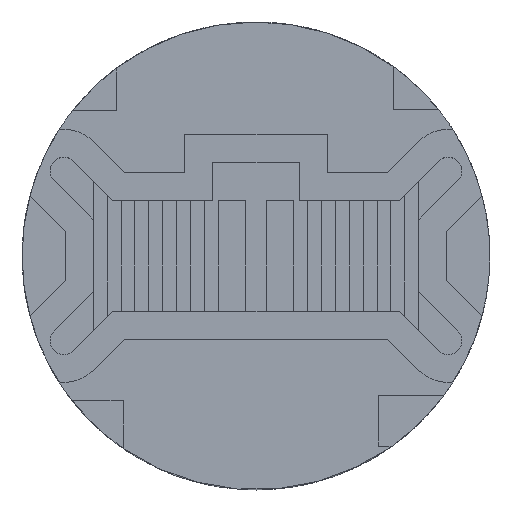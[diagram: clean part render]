
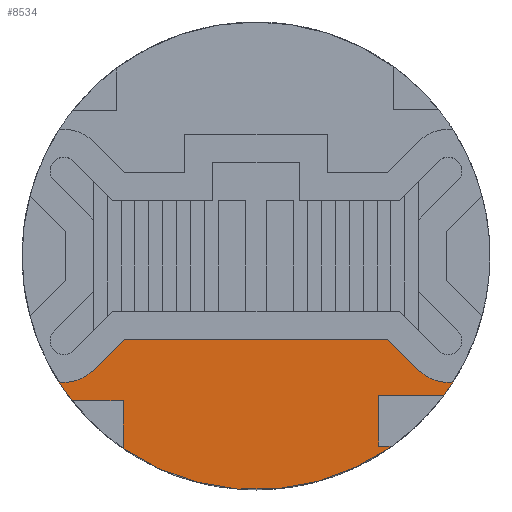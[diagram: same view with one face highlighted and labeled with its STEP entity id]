
A CAD part, top view. The second image highlights one B-rep face of the part: STEP entity #8534.
In plain terms, the highlighted planar face has unit normal (0, 0, 1).
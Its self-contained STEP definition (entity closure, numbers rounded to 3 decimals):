
#6200 = VERTEX_POINT('',#6201);
#6201 = CARTESIAN_POINT('',(13.334,7.831,
    1.605));
#6207 = EDGE_CURVE('',#6208,#6200,#6210,.T.);
#6208 = VERTEX_POINT('',#6209);
#6209 = CARTESIAN_POINT('',(13.072,7.451,1.605));
#6210 = CIRCLE('',#6211,6.75);
#6211 = AXIS2_PLACEMENT_3D('',#6212,#6213,#6214);
#6212 = CARTESIAN_POINT('',(7.649,11.471,1.605)
  );
#6213 = DIRECTION('',(0.,0.,1.));
#6214 = DIRECTION('',(1.,0.,0.));
#6234 = VERTEX_POINT('',#6235);
#6235 = CARTESIAN_POINT('',(11.577,5.982,1.605));
#6241 = EDGE_CURVE('',#6242,#6234,#6244,.T.);
#6242 = VERTEX_POINT('',#6243);
#6243 = CARTESIAN_POINT('',(3.818,5.914,1.605));
#6244 = CIRCLE('',#6245,6.75);
#6245 = AXIS2_PLACEMENT_3D('',#6246,#6247,#6248);
#6246 = CARTESIAN_POINT('',(7.649,11.471,1.605)
  );
#6247 = DIRECTION('',(0.,0.,1.));
#6248 = DIRECTION('',(1.,0.,0.));
#6268 = VERTEX_POINT('',#6269);
#6269 = CARTESIAN_POINT('',(2.346,7.295,1.605));
#6275 = EDGE_CURVE('',#6276,#6268,#6278,.T.);
#6276 = VERTEX_POINT('',#6277);
#6277 = CARTESIAN_POINT('',(1.964,7.831,1.605
    ));
#6278 = CIRCLE('',#6279,6.75);
#6279 = AXIS2_PLACEMENT_3D('',#6280,#6281,#6282);
#6280 = CARTESIAN_POINT('',(7.649,11.471,1.605)
  );
#6281 = DIRECTION('',(0.,0.,1.));
#6282 = DIRECTION('',(1.,0.,0.));
#8515 = EDGE_CURVE('',#8516,#6276,#8518,.T.);
#8516 = VERTEX_POINT('',#8517);
#8517 = CARTESIAN_POINT('',(2.075,7.823,1.605)
  );
#8518 = LINE('',#8519,#8520);
#8519 = CARTESIAN_POINT('',(2.075,7.823,1.605)
  );
#8520 = VECTOR('',#8521,1.);
#8521 = DIRECTION('',(-0.997,0.076,0.));
#8534 = ADVANCED_FACE('',(#8535),#8735,.T.);
#8535 = FACE_BOUND('',#8536,.T.);
#8536 = EDGE_LOOP('',(#8537,#8538,#8539,#8547,#8553,#8554,#8562,#8570,
    #8576,#8577,#8585,#8593,#8601,#8609,#8617,#8625,#8633,#8641,#8649,
    #8657,#8665,#8673,#8681,#8689,#8697,#8705,#8713,#8721,#8729));
#8537 = ORIENTED_EDGE('',*,*,#8515,.T.);
#8538 = ORIENTED_EDGE('',*,*,#6275,.T.);
#8539 = ORIENTED_EDGE('',*,*,#8540,.F.);
#8540 = EDGE_CURVE('',#8541,#6268,#8543,.T.);
#8541 = VERTEX_POINT('',#8542);
#8542 = CARTESIAN_POINT('',(3.818,7.295,1.605));
#8543 = LINE('',#8544,#8545);
#8544 = CARTESIAN_POINT('',(4.768,7.295,1.605));
#8545 = VECTOR('',#8546,1.);
#8546 = DIRECTION('',(-1.,0.,0.));
#8547 = ORIENTED_EDGE('',*,*,#8548,.F.);
#8548 = EDGE_CURVE('',#6242,#8541,#8549,.T.);
#8549 = LINE('',#8550,#8551);
#8550 = CARTESIAN_POINT('',(3.818,9.383,1.605));
#8551 = VECTOR('',#8552,1.);
#8552 = DIRECTION('',(0.,1.,0.));
#8553 = ORIENTED_EDGE('',*,*,#6241,.T.);
#8554 = ORIENTED_EDGE('',*,*,#8555,.F.);
#8555 = EDGE_CURVE('',#8556,#6234,#8558,.T.);
#8556 = VERTEX_POINT('',#8557);
#8557 = CARTESIAN_POINT('',(11.188,5.982,1.605));
#8558 = LINE('',#8559,#8560);
#8559 = CARTESIAN_POINT('',(10.505,5.982,1.605));
#8560 = VECTOR('',#8561,1.);
#8561 = DIRECTION('',(1.,0.,0.));
#8562 = ORIENTED_EDGE('',*,*,#8563,.F.);
#8563 = EDGE_CURVE('',#8564,#8556,#8566,.T.);
#8564 = VERTEX_POINT('',#8565);
#8565 = CARTESIAN_POINT('',(11.188,7.451,1.605));
#8566 = LINE('',#8567,#8568);
#8567 = CARTESIAN_POINT('',(11.188,8.727,1.605));
#8568 = VECTOR('',#8569,1.);
#8569 = DIRECTION('',(0.,-1.,0.));
#8570 = ORIENTED_EDGE('',*,*,#8571,.F.);
#8571 = EDGE_CURVE('',#6208,#8564,#8572,.T.);
#8572 = LINE('',#8573,#8574);
#8573 = CARTESIAN_POINT('',(9.419,7.451,1.605));
#8574 = VECTOR('',#8575,1.);
#8575 = DIRECTION('',(-1.,0.,0.));
#8576 = ORIENTED_EDGE('',*,*,#6207,.T.);
#8577 = ORIENTED_EDGE('',*,*,#8578,.T.);
#8578 = EDGE_CURVE('',#6200,#8579,#8581,.T.);
#8579 = VERTEX_POINT('',#8580);
#8580 = CARTESIAN_POINT('',(13.223,7.823,1.605)
  );
#8581 = LINE('',#8582,#8583);
#8582 = CARTESIAN_POINT('',(13.344,7.832,
    1.605));
#8583 = VECTOR('',#8584,1.);
#8584 = DIRECTION('',(-0.997,-0.076,0.));
#8585 = ORIENTED_EDGE('',*,*,#8586,.T.);
#8586 = EDGE_CURVE('',#8579,#8587,#8589,.T.);
#8587 = VERTEX_POINT('',#8588);
#8588 = CARTESIAN_POINT('',(13.102,7.826,
    1.605));
#8589 = LINE('',#8590,#8591);
#8590 = CARTESIAN_POINT('',(13.223,7.823,1.605)
  );
#8591 = VECTOR('',#8592,1.);
#8592 = DIRECTION('',(-1.,0.025,0.));
#8593 = ORIENTED_EDGE('',*,*,#8594,.T.);
#8594 = EDGE_CURVE('',#8587,#8595,#8597,.T.);
#8595 = VERTEX_POINT('',#8596);
#8596 = CARTESIAN_POINT('',(12.981,7.841,
    1.605));
#8597 = LINE('',#8598,#8599);
#8598 = CARTESIAN_POINT('',(13.102,7.826,
    1.605));
#8599 = VECTOR('',#8600,1.);
#8600 = DIRECTION('',(-0.992,0.126,0.));
#8601 = ORIENTED_EDGE('',*,*,#8602,.T.);
#8602 = EDGE_CURVE('',#8595,#8603,#8605,.T.);
#8603 = VERTEX_POINT('',#8604);
#8604 = CARTESIAN_POINT('',(12.863,7.869,
    1.605));
#8605 = LINE('',#8606,#8607);
#8606 = CARTESIAN_POINT('',(12.981,7.841,
    1.605));
#8607 = VECTOR('',#8608,1.);
#8608 = DIRECTION('',(-0.974,0.226,0.));
#8609 = ORIENTED_EDGE('',*,*,#8610,.T.);
#8610 = EDGE_CURVE('',#8603,#8611,#8613,.T.);
#8611 = VERTEX_POINT('',#8612);
#8612 = CARTESIAN_POINT('',(12.748,7.908,
    1.605));
#8613 = LINE('',#8614,#8615);
#8614 = CARTESIAN_POINT('',(12.863,7.869,
    1.605));
#8615 = VECTOR('',#8616,1.);
#8616 = DIRECTION('',(-0.946,0.323,0.));
#8617 = ORIENTED_EDGE('',*,*,#8618,.T.);
#8618 = EDGE_CURVE('',#8611,#8619,#8621,.T.);
#8619 = VERTEX_POINT('',#8620);
#8620 = CARTESIAN_POINT('',(12.637,7.959,
    1.605));
#8621 = LINE('',#8622,#8623);
#8622 = CARTESIAN_POINT('',(12.748,7.908,
    1.605));
#8623 = VECTOR('',#8624,1.);
#8624 = DIRECTION('',(-0.909,0.418,0.));
#8625 = ORIENTED_EDGE('',*,*,#8626,.T.);
#8626 = EDGE_CURVE('',#8619,#8627,#8629,.T.);
#8627 = VERTEX_POINT('',#8628);
#8628 = CARTESIAN_POINT('',(12.532,8.021,
    1.605));
#8629 = LINE('',#8630,#8631);
#8630 = CARTESIAN_POINT('',(12.637,7.959,
    1.605));
#8631 = VECTOR('',#8632,1.);
#8632 = DIRECTION('',(-0.862,0.507,0.));
#8633 = ORIENTED_EDGE('',*,*,#8634,.T.);
#8634 = EDGE_CURVE('',#8627,#8635,#8637,.T.);
#8635 = VERTEX_POINT('',#8636);
#8636 = CARTESIAN_POINT('',(12.434,8.093,
    1.605));
#8637 = LINE('',#8638,#8639);
#8638 = CARTESIAN_POINT('',(12.532,8.021,
    1.605));
#8639 = VECTOR('',#8640,1.);
#8640 = DIRECTION('',(-0.806,0.592,0.));
#8641 = ORIENTED_EDGE('',*,*,#8642,.T.);
#8642 = EDGE_CURVE('',#8635,#8643,#8645,.T.);
#8643 = VERTEX_POINT('',#8644);
#8644 = CARTESIAN_POINT('',(12.344,8.174,
    1.605));
#8645 = LINE('',#8646,#8647);
#8646 = CARTESIAN_POINT('',(12.434,8.093,
    1.605));
#8647 = VECTOR('',#8648,1.);
#8648 = DIRECTION('',(-0.742,0.67,0.));
#8649 = ORIENTED_EDGE('',*,*,#8650,.T.);
#8650 = EDGE_CURVE('',#8643,#8651,#8653,.T.);
#8651 = VERTEX_POINT('',#8652);
#8652 = CARTESIAN_POINT('',(11.447,9.071,
    1.605));
#8653 = LINE('',#8654,#8655);
#8654 = CARTESIAN_POINT('',(12.344,8.174,
    1.605));
#8655 = VECTOR('',#8656,1.);
#8656 = DIRECTION('',(-0.707,0.707,0.));
#8657 = ORIENTED_EDGE('',*,*,#8658,.T.);
#8658 = EDGE_CURVE('',#8651,#8659,#8661,.T.);
#8659 = VERTEX_POINT('',#8660);
#8660 = CARTESIAN_POINT('',(3.851,9.071,1.605
    ));
#8661 = LINE('',#8662,#8663);
#8662 = CARTESIAN_POINT('',(11.447,9.071,
    1.605));
#8663 = VECTOR('',#8664,1.);
#8664 = DIRECTION('',(-1.,0.,0.));
#8665 = ORIENTED_EDGE('',*,*,#8666,.T.);
#8666 = EDGE_CURVE('',#8659,#8667,#8669,.T.);
#8667 = VERTEX_POINT('',#8668);
#8668 = CARTESIAN_POINT('',(2.954,8.174,1.605
    ));
#8669 = LINE('',#8670,#8671);
#8670 = CARTESIAN_POINT('',(3.851,9.071,1.605
    ));
#8671 = VECTOR('',#8672,1.);
#8672 = DIRECTION('',(-0.707,-0.707,0.));
#8673 = ORIENTED_EDGE('',*,*,#8674,.T.);
#8674 = EDGE_CURVE('',#8667,#8675,#8677,.T.);
#8675 = VERTEX_POINT('',#8676);
#8676 = CARTESIAN_POINT('',(2.864,8.093,1.605)
  );
#8677 = LINE('',#8678,#8679);
#8678 = CARTESIAN_POINT('',(2.954,8.174,1.605
    ));
#8679 = VECTOR('',#8680,1.);
#8680 = DIRECTION('',(-0.742,-0.67,0.));
#8681 = ORIENTED_EDGE('',*,*,#8682,.T.);
#8682 = EDGE_CURVE('',#8675,#8683,#8685,.T.);
#8683 = VERTEX_POINT('',#8684);
#8684 = CARTESIAN_POINT('',(2.766,8.021,1.605
    ));
#8685 = LINE('',#8686,#8687);
#8686 = CARTESIAN_POINT('',(2.864,8.093,1.605)
  );
#8687 = VECTOR('',#8688,1.);
#8688 = DIRECTION('',(-0.806,-0.592,0.));
#8689 = ORIENTED_EDGE('',*,*,#8690,.T.);
#8690 = EDGE_CURVE('',#8683,#8691,#8693,.T.);
#8691 = VERTEX_POINT('',#8692);
#8692 = CARTESIAN_POINT('',(2.661,7.959,1.605)
  );
#8693 = LINE('',#8694,#8695);
#8694 = CARTESIAN_POINT('',(2.766,8.021,1.605
    ));
#8695 = VECTOR('',#8696,1.);
#8696 = DIRECTION('',(-0.862,-0.507,0.));
#8697 = ORIENTED_EDGE('',*,*,#8698,.T.);
#8698 = EDGE_CURVE('',#8691,#8699,#8701,.T.);
#8699 = VERTEX_POINT('',#8700);
#8700 = CARTESIAN_POINT('',(2.551,7.908,1.605
    ));
#8701 = LINE('',#8702,#8703);
#8702 = CARTESIAN_POINT('',(2.661,7.959,1.605)
  );
#8703 = VECTOR('',#8704,1.);
#8704 = DIRECTION('',(-0.909,-0.418,0.));
#8705 = ORIENTED_EDGE('',*,*,#8706,.T.);
#8706 = EDGE_CURVE('',#8699,#8707,#8709,.T.);
#8707 = VERTEX_POINT('',#8708);
#8708 = CARTESIAN_POINT('',(2.436,7.869,1.605
    ));
#8709 = LINE('',#8710,#8711);
#8710 = CARTESIAN_POINT('',(2.551,7.908,1.605
    ));
#8711 = VECTOR('',#8712,1.);
#8712 = DIRECTION('',(-0.946,-0.323,0.));
#8713 = ORIENTED_EDGE('',*,*,#8714,.T.);
#8714 = EDGE_CURVE('',#8707,#8715,#8717,.T.);
#8715 = VERTEX_POINT('',#8716);
#8716 = CARTESIAN_POINT('',(2.317,7.841,1.605
    ));
#8717 = LINE('',#8718,#8719);
#8718 = CARTESIAN_POINT('',(2.436,7.869,1.605
    ));
#8719 = VECTOR('',#8720,1.);
#8720 = DIRECTION('',(-0.974,-0.226,0.));
#8721 = ORIENTED_EDGE('',*,*,#8722,.T.);
#8722 = EDGE_CURVE('',#8715,#8723,#8725,.T.);
#8723 = VERTEX_POINT('',#8724);
#8724 = CARTESIAN_POINT('',(2.197,7.826,1.605
    ));
#8725 = LINE('',#8726,#8727);
#8726 = CARTESIAN_POINT('',(2.317,7.841,1.605
    ));
#8727 = VECTOR('',#8728,1.);
#8728 = DIRECTION('',(-0.992,-0.126,0.));
#8729 = ORIENTED_EDGE('',*,*,#8730,.T.);
#8730 = EDGE_CURVE('',#8723,#8516,#8731,.T.);
#8731 = LINE('',#8732,#8733);
#8732 = CARTESIAN_POINT('',(2.197,7.826,1.605
    ));
#8733 = VECTOR('',#8734,1.);
#8734 = DIRECTION('',(-1.,-0.025,0.));
#8735 = PLANE('',#8736);
#8736 = AXIS2_PLACEMENT_3D('',#8737,#8738,#8739);
#8737 = CARTESIAN_POINT('',(7.649,11.471,1.605
    ));
#8738 = DIRECTION('',(0.,0.,1.));
#8739 = DIRECTION('',(1.,0.,0.));
